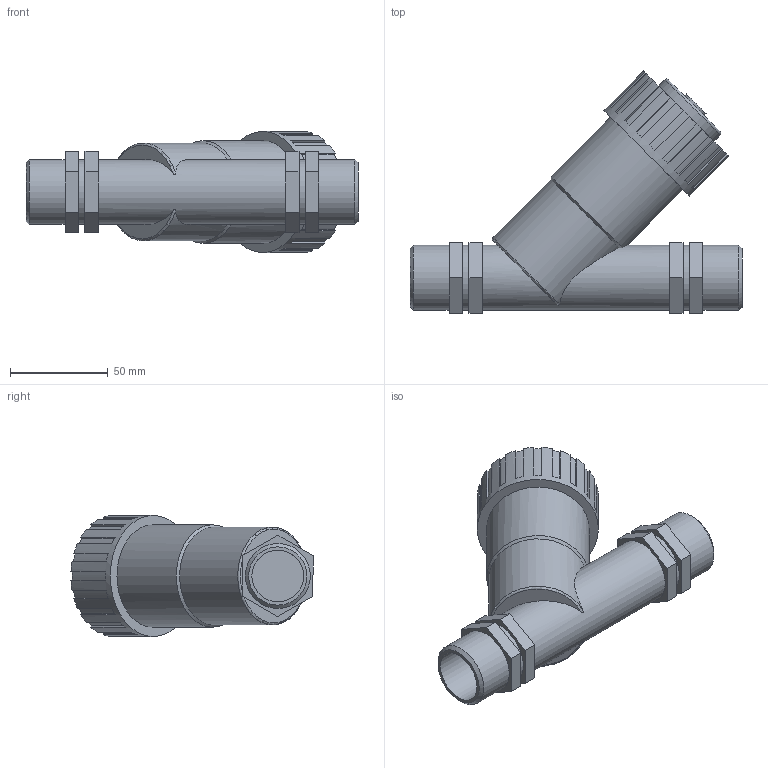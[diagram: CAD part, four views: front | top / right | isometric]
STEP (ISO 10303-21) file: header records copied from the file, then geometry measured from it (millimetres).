
FILE_DESCRIPTION(/* description */ ('PLASSON CHECK VALVE 1"'),/* implementation_level */ '2;1');
FILE_NAME(/* name */ '03067110_030671100A.ipt.stp',/* time_stamp */ '2017-06-19T12:11:19+03:00',/* author */ ('KIM'),/* organization */ (''),/* preprocessor_version */ 'ST-DEVELOPER v15.6',/* originating_system */ 'Autodesk Inventor 2015',/* authorisation */ '');
FILE_SCHEMA (('AUTOMOTIVE_DESIGN { 1 0 10303 214 3 1 1 }'));
Length unit declared in the file: millimetre
Products named in the file (1): 03067110_030671100A
Bounding box: 170 x 123.99 x 62.01 mm (x, y, z)
Volume: 323271.3 mm3; surface area: 55951.5 mm2
Topology: 1 solids, 1 shells, 138 faces, 368 edges, 245 vertices
Faces by surface type: plane 100, cylinder 33, cone 3, torus 2
Full cylindrical faces by diameter (mm): 14.31 x1, 26.599 x2, 33.249 x5, 40.068 x1, 52.47 x1, 62.01 x1
Entity records: 4337 total; most frequent: CARTESIAN_POINT 872, DIRECTION 724, ORIENTED_EDGE 694, EDGE_CURVE 347, AXIS2_PLACEMENT_3D 246, VERTEX_POINT 239, LINE 232, VECTOR 232
